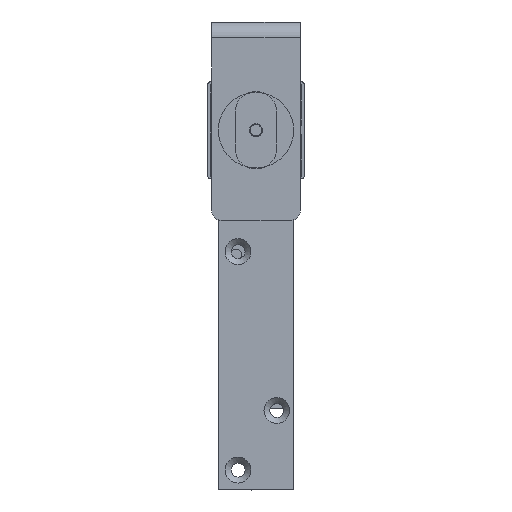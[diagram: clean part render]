
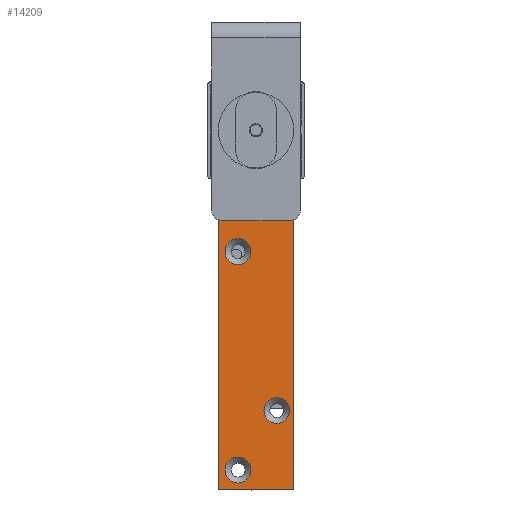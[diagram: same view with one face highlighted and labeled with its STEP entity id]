
A CAD part, top view. The second image highlights one B-rep face of the part: STEP entity #14209.
In plain terms, the highlighted planar face has unit normal (0, 0, 1).
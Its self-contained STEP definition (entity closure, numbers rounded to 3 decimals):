
#734=FACE_BOUND('',#2637,.T.);
#735=FACE_BOUND('',#2638,.T.);
#736=FACE_BOUND('',#2639,.T.);
#737=FACE_BOUND('',#2640,.T.);
#738=FACE_BOUND('',#2641,.T.);
#931=PLANE('',#15814);
#1763=FACE_OUTER_BOUND('',#2636,.T.);
#2636=EDGE_LOOP('',(#11391,#11392,#11393,#11394));
#2637=EDGE_LOOP('',(#11395));
#2638=EDGE_LOOP('',(#11396));
#2639=EDGE_LOOP('',(#11397));
#2640=EDGE_LOOP('',(#11398));
#2641=EDGE_LOOP('',(#11399,#11400));
#3589=LINE('',#26369,#4707);
#3590=LINE('',#26371,#4708);
#3591=LINE('',#26372,#4709);
#4707=VECTOR('',#18321,10.);
#4708=VECTOR('',#18322,10.);
#4709=VECTOR('',#18323,10.);
#5715=CIRCLE('',#15812,15.5);
#5716=CIRCLE('',#15813,15.5);
#5717=CIRCLE('',#15815,19.);
#5718=CIRCLE('',#15816,6.5);
#5719=CIRCLE('',#15817,6.5);
#5720=CIRCLE('',#15818,6.5);
#5721=CIRCLE('',#15819,6.5);
#6631=VERTEX_POINT('',#26359);
#6632=VERTEX_POINT('',#26361);
#6633=VERTEX_POINT('',#26365);
#6634=VERTEX_POINT('',#26366);
#6635=VERTEX_POINT('',#26368);
#6636=VERTEX_POINT('',#26370);
#6637=VERTEX_POINT('',#26373);
#6638=VERTEX_POINT('',#26375);
#6639=VERTEX_POINT('',#26377);
#6640=VERTEX_POINT('',#26379);
#8349=EDGE_CURVE('',#6631,#6632,#5715,.T.);
#8350=EDGE_CURVE('',#6632,#6631,#5716,.T.);
#8351=EDGE_CURVE('',#6633,#6634,#5717,.T.);
#8352=EDGE_CURVE('',#6635,#6633,#3589,.T.);
#8353=EDGE_CURVE('',#6636,#6635,#3590,.T.);
#8354=EDGE_CURVE('',#6634,#6636,#3591,.T.);
#8355=EDGE_CURVE('',#6637,#6637,#5718,.T.);
#8356=EDGE_CURVE('',#6638,#6638,#5719,.T.);
#8357=EDGE_CURVE('',#6639,#6639,#5720,.T.);
#8358=EDGE_CURVE('',#6640,#6640,#5721,.T.);
#11391=ORIENTED_EDGE('',*,*,#8351,.F.);
#11392=ORIENTED_EDGE('',*,*,#8352,.F.);
#11393=ORIENTED_EDGE('',*,*,#8353,.F.);
#11394=ORIENTED_EDGE('',*,*,#8354,.F.);
#11395=ORIENTED_EDGE('',*,*,#8355,.F.);
#11396=ORIENTED_EDGE('',*,*,#8356,.F.);
#11397=ORIENTED_EDGE('',*,*,#8357,.F.);
#11398=ORIENTED_EDGE('',*,*,#8358,.F.);
#11399=ORIENTED_EDGE('',*,*,#8350,.F.);
#11400=ORIENTED_EDGE('',*,*,#8349,.F.);
#14209=ADVANCED_FACE('',(#1763,#734,#735,#736,#737,#738),#931,.T.);
#15812=AXIS2_PLACEMENT_3D('',#26362,#18313,#18314);
#15813=AXIS2_PLACEMENT_3D('',#26363,#18315,#18316);
#15814=AXIS2_PLACEMENT_3D('',#26364,#18317,#18318);
#15815=AXIS2_PLACEMENT_3D('',#26367,#18319,#18320);
#15816=AXIS2_PLACEMENT_3D('',#26374,#18324,#18325);
#15817=AXIS2_PLACEMENT_3D('',#26376,#18326,#18327);
#15818=AXIS2_PLACEMENT_3D('',#26378,#18328,#18329);
#15819=AXIS2_PLACEMENT_3D('',#26380,#18330,#18331);
#18313=DIRECTION('center_axis',(0.,0.,1.));
#18314=DIRECTION('ref_axis',(1.,0.,0.));
#18315=DIRECTION('center_axis',(0.,0.,1.));
#18316=DIRECTION('ref_axis',(1.,0.,0.));
#18317=DIRECTION('center_axis',(0.,0.,1.));
#18318=DIRECTION('ref_axis',(1.,0.,0.));
#18319=DIRECTION('center_axis',(0.,0.,-1.));
#18320=DIRECTION('ref_axis',(1.,0.,0.));
#18321=DIRECTION('',(0.,1.,0.));
#18322=DIRECTION('',(-1.,0.,0.));
#18323=DIRECTION('',(0.,-1.,0.));
#18324=DIRECTION('center_axis',(0.,0.,1.));
#18325=DIRECTION('ref_axis',(-1.,0.,0.));
#18326=DIRECTION('center_axis',(0.,0.,1.));
#18327=DIRECTION('ref_axis',(-1.,0.,0.));
#18328=DIRECTION('center_axis',(0.,0.,1.));
#18329=DIRECTION('ref_axis',(-1.,0.,0.));
#18330=DIRECTION('center_axis',(0.,0.,1.));
#18331=DIRECTION('ref_axis',(-1.,0.,0.));
#26359=CARTESIAN_POINT('',(-15.5,0.,482.));
#26361=CARTESIAN_POINT('',(15.5,0.,482.));
#26362=CARTESIAN_POINT('Origin',(0.,0.,482.));
#26363=CARTESIAN_POINT('Origin',(0.,0.,482.));
#26364=CARTESIAN_POINT('Origin',(0.,6.663,
482.));
#26365=CARTESIAN_POINT('',(-19.,0.,482.));
#26366=CARTESIAN_POINT('',(19.,0.,482.));
#26367=CARTESIAN_POINT('Origin',(0.,0.,482.));
#26368=CARTESIAN_POINT('',(-19.,-181.,482.));
#26369=CARTESIAN_POINT('',(-19.,0.,482.));
#26370=CARTESIAN_POINT('',(19.,-181.,482.));
#26371=CARTESIAN_POINT('',(-19.,-181.,482.));
#26372=CARTESIAN_POINT('',(19.,-181.,482.));
#26373=CARTESIAN_POINT('',(-2.5,-171.,482.));
#26374=CARTESIAN_POINT('Origin',(-9.,-171.,482.));
#26375=CARTESIAN_POINT('',(17.,-141.,482.));
#26376=CARTESIAN_POINT('Origin',(10.5,-141.,482.));
#26377=CARTESIAN_POINT('',(17.,-31.,482.));
#26378=CARTESIAN_POINT('Origin',(10.5,-31.,482.));
#26379=CARTESIAN_POINT('',(-2.5,-61.,482.));
#26380=CARTESIAN_POINT('Origin',(-9.,-61.,482.));
